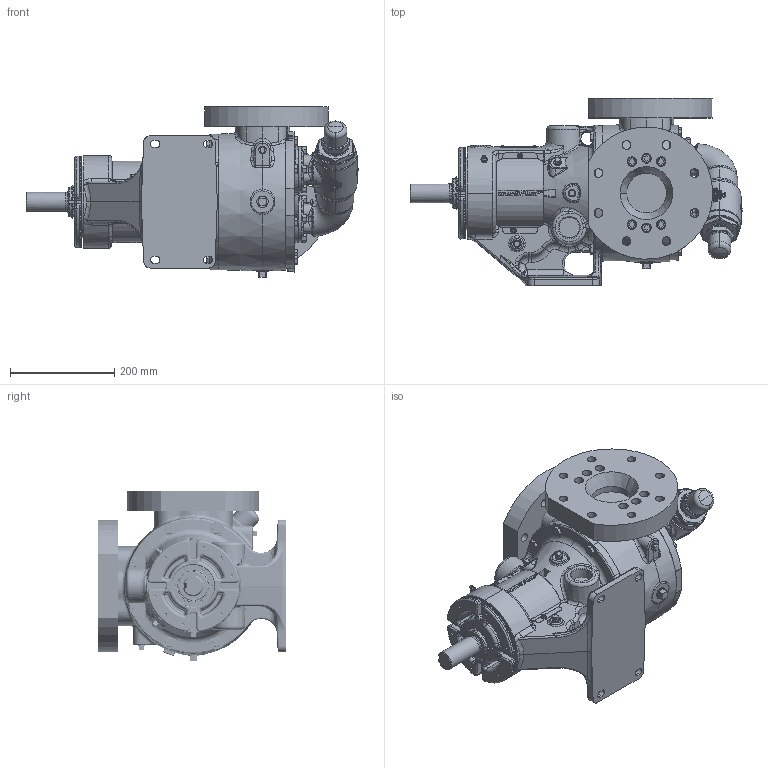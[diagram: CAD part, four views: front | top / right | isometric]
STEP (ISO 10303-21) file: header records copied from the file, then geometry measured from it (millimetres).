
FILE_DESCRIPTION (( 'STEP AP214' ), '1' );
FILE_NAME ('LV-4542.STEP', '2024-04-03T14:50:55', ( '' ), ( '' ), 'SwSTEP 2.0', 'SolidWorks 2022', '' );
FILE_SCHEMA (( 'AUTOMOTIVE_DESIGN' ));
Length unit declared in the file: inch
Products named in the file (1): LV-4542
Bounding box: 637.52 x 360.36 x 327.11 mm (x, y, z)
Volume: 19696656.5 mm3; surface area: 1083523.1 mm2
Topology: 1 solids, 13 shells, 5384 faces, 13757 edges, 8556 vertices
Faces by surface type: plane 1769, bspline 1674, cylinder 1018, cone 698, torus 139, sphere 86
Entity records: 315237 total; most frequent: CARTESIAN_POINT 128643, ORIENTED_EDGE 27216, DIRECTION 19804, EDGE_CURVE 13608, VERTEX_POINT 8549, AXIS2_PLACEMENT_3D 7340, EDGE_LOOP 5763, DIMENSIONAL_EXPONENTS 5387
